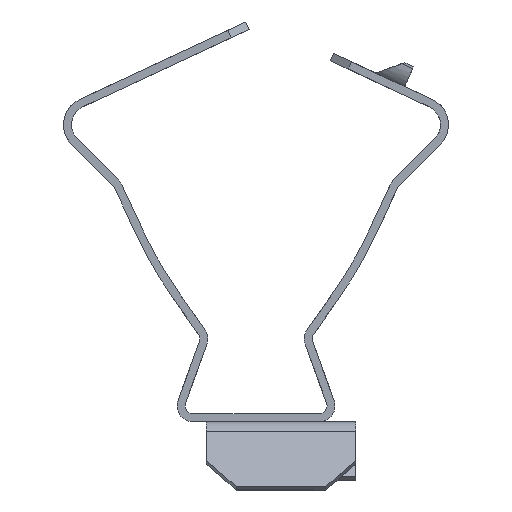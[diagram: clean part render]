
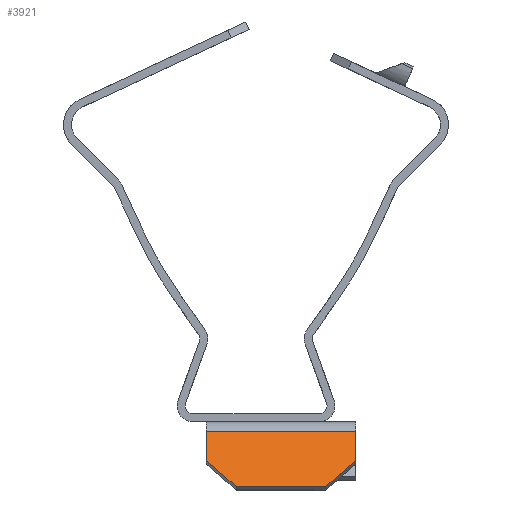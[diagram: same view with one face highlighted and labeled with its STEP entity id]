
A CAD part, front view. The second image highlights one B-rep face of the part: STEP entity #3921.
In plain terms, the highlighted planar face has unit normal (0, -0.866, 0.5).
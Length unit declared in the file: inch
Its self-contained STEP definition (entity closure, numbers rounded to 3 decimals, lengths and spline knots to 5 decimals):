
#95 = LINE ( 'NONE', #2773, #4976 ) ;
#172 = LINE ( 'NONE', #2406, #2963 ) ;
#407 = PLANE ( 'NONE',  #2370 ) ;
#731 = VERTEX_POINT ( 'NONE', #5658 ) ;
#924 = EDGE_LOOP ( 'NONE', ( #6432, #2638, #6495, #7083, #3663, #5779 ) ) ;
#1242 = CARTESIAN_POINT ( 'NONE',  ( 0.502, -1.99487, -0.19622 ) ) ;
#1266 = LINE ( 'NONE', #5120, #6156 ) ;
#1999 = LINE ( 'NONE', #2203, #4511 ) ;
#2089 = CARTESIAN_POINT ( 'NONE',  ( 0.502, -1.90987, -0.049 ) ) ;
#2128 = VERTEX_POINT ( 'NONE', #2459 ) ;
#2203 = CARTESIAN_POINT ( 'NONE',  ( 0.352, -2.06987, -0.32613 ) ) ;
#2365 = DIRECTION ( 'NONE',  ( 0., -0.5, -0.866 ) ) ;
#2370 = AXIS2_PLACEMENT_3D ( 'NONE', #8135, #4267, #2365 ) ;
#2406 = CARTESIAN_POINT ( 'NONE',  ( -0.25, -1.99487, -0.19622 ) ) ;
#2459 = CARTESIAN_POINT ( 'NONE',  ( 0.502, -1.90987, -0.049 ) ) ;
#2506 = CARTESIAN_POINT ( 'NONE',  ( -0.25, -1.99487, -0.19622 ) ) ;
#2586 = DIRECTION ( 'NONE',  ( -1., 0., 0. ) ) ;
#2638 = ORIENTED_EDGE ( 'NONE', *, *, #3449, .T. ) ;
#2773 = CARTESIAN_POINT ( 'NONE',  ( -0.25, -1.90987, -0.049 ) ) ;
#2963 = VECTOR ( 'NONE', #7523, 39.37008 ) ;
#3437 = VECTOR ( 'NONE', #3546, 39.37008 ) ;
#3449 = EDGE_CURVE ( 'NONE', #5455, #731, #3829, .T. ) ;
#3487 = DIRECTION ( 'NONE',  ( 0.707, 0.354, 0.612 ) ) ;
#3546 = DIRECTION ( 'NONE',  ( 0.707, -0.354, -0.612 ) ) ;
#3663 = ORIENTED_EDGE ( 'NONE', *, *, #4458, .F. ) ;
#3829 = LINE ( 'NONE', #8004, #3437 ) ;
#3921 = ADVANCED_FACE ( 'NONE', ( #6930 ), #407, .T. ) ;
#4267 = DIRECTION ( 'NONE',  ( 0., -0.866, 0.5 ) ) ;
#4458 = EDGE_CURVE ( 'NONE', #2128, #7915, #6508, .T. ) ;
#4511 = VECTOR ( 'NONE', #3487, 39.37008 ) ;
#4626 = EDGE_CURVE ( 'NONE', #5704, #7915, #1999, .T. ) ;
#4976 = VECTOR ( 'NONE', #5200, 39.37008 ) ;
#5120 = CARTESIAN_POINT ( 'NONE',  ( 0.502, -2.06987, -0.32613 ) ) ;
#5175 = CARTESIAN_POINT ( 'NONE',  ( -0.25, -1.90987, -0.049 ) ) ;
#5200 = DIRECTION ( 'NONE',  ( 1., 0., 0. ) ) ;
#5455 = VERTEX_POINT ( 'NONE', #2506 ) ;
#5613 = VECTOR ( 'NONE', #7227, 39.37008 ) ;
#5658 = CARTESIAN_POINT ( 'NONE',  ( -0.1, -2.06987, -0.32613 ) ) ;
#5704 = VERTEX_POINT ( 'NONE', #6880 ) ;
#5717 = VERTEX_POINT ( 'NONE', #5175 ) ;
#5779 = ORIENTED_EDGE ( 'NONE', *, *, #5856, .F. ) ;
#5856 = EDGE_CURVE ( 'NONE', #5717, #2128, #95, .T. ) ;
#6156 = VECTOR ( 'NONE', #2586, 39.37008 ) ;
#6432 = ORIENTED_EDGE ( 'NONE', *, *, #7374, .F. ) ;
#6495 = ORIENTED_EDGE ( 'NONE', *, *, #7951, .F. ) ;
#6508 = LINE ( 'NONE', #2089, #5613 ) ;
#6880 = CARTESIAN_POINT ( 'NONE',  ( 0.352, -2.06987, -0.32613 ) ) ;
#6930 = FACE_OUTER_BOUND ( 'NONE', #924, .T. ) ;
#7083 = ORIENTED_EDGE ( 'NONE', *, *, #4626, .T. ) ;
#7227 = DIRECTION ( 'NONE',  ( 0., -0.5, -0.866 ) ) ;
#7374 = EDGE_CURVE ( 'NONE', #5455, #5717, #172, .T. ) ;
#7523 = DIRECTION ( 'NONE',  ( 0., 0.5, 0.866 ) ) ;
#7915 = VERTEX_POINT ( 'NONE', #1242 ) ;
#7951 = EDGE_CURVE ( 'NONE', #5704, #731, #1266, .T. ) ;
#8004 = CARTESIAN_POINT ( 'NONE',  ( -0.25, -1.99487, -0.19622 ) ) ;
#8135 = CARTESIAN_POINT ( 'NONE',  ( 0.502, -1.90987, -0.049 ) ) ;
